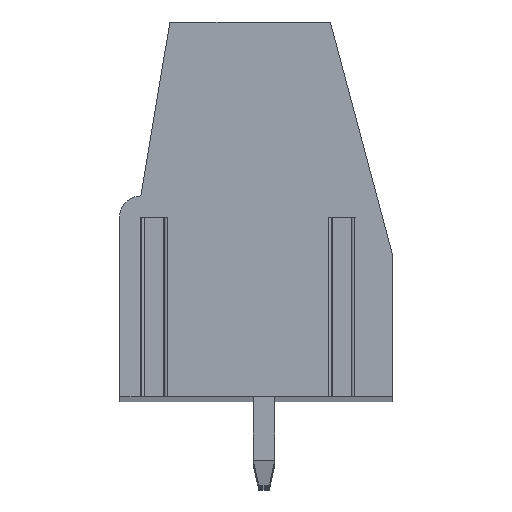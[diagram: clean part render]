
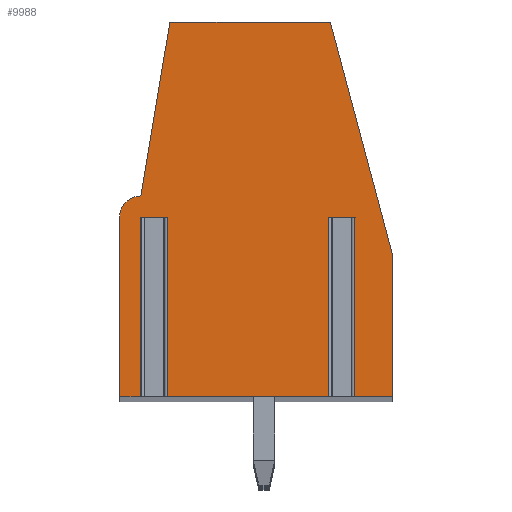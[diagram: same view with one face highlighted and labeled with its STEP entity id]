
A CAD part, top view. The second image highlights one B-rep face of the part: STEP entity #9988.
In plain terms, the highlighted planar face has unit normal (0, 0, 1).
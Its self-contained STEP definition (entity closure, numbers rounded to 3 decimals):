
#35=DIRECTION('',(1.,0.,0.));
#36=VECTOR('',#35,0.958);
#37=CARTESIAN_POINT('',(-3.979,1.095,108.75));
#38=LINE('',#37,#36);
#39=DIRECTION('',(0.,1.,0.));
#40=VECTOR('',#39,6.7);
#41=CARTESIAN_POINT('',(-3.979,-5.605,108.75));
#42=LINE('',#41,#40);
#43=DIRECTION('',(-1.,0.,0.));
#44=VECTOR('',#43,0.821);
#45=CARTESIAN_POINT('',(-3.979,-5.605,108.75));
#46=LINE('',#45,#44);
#47=DIRECTION('',(0.,1.,0.));
#48=VECTOR('',#47,6.7);
#49=CARTESIAN_POINT('',(-4.8,-5.605,108.75));
#50=LINE('',#49,#48);
#51=CARTESIAN_POINT('',(-4.,1.095,108.75));
#52=DIRECTION('',(0.,0.,-1.));
#53=DIRECTION('',(-1.,0.,0.));
#54=AXIS2_PLACEMENT_3D('',#51,#52,#53);
#56=DIRECTION('',(0.164,0.986,0.));
#57=VECTOR('',#56,6.589);
#58=CARTESIAN_POINT('',(-3.999,1.895,108.75));
#59=LINE('',#58,#57);
#60=DIRECTION('',(1.,0.,0.));
#61=VECTOR('',#60,6.);
#62=CARTESIAN_POINT('',(-2.92,8.395,108.75));
#63=LINE('',#62,#61);
#64=DIRECTION('',(0.258,-0.966,0.));
#65=VECTOR('',#64,9.004);
#66=CARTESIAN_POINT('',(3.08,8.395,108.75));
#67=LINE('',#66,#65);
#68=DIRECTION('',(0.,-1.,0.));
#69=VECTOR('',#68,5.3);
#70=CARTESIAN_POINT('',(5.4,-0.305,108.75));
#71=LINE('',#70,#69);
#72=DIRECTION('',(-1.,0.,0.));
#73=VECTOR('',#72,1.421);
#74=CARTESIAN_POINT('',(5.4,-5.605,108.75));
#75=LINE('',#74,#73);
#76=DIRECTION('',(0.,1.,0.));
#77=VECTOR('',#76,6.7);
#78=CARTESIAN_POINT('',(3.979,-5.605,108.75));
#79=LINE('',#78,#77);
#80=DIRECTION('',(1.,0.,0.));
#81=VECTOR('',#80,0.958);
#82=CARTESIAN_POINT('',(3.021,1.095,108.75));
#83=LINE('',#82,#81);
#84=DIRECTION('',(0.,1.,0.));
#85=VECTOR('',#84,6.7);
#86=CARTESIAN_POINT('',(3.021,-5.605,108.75));
#87=LINE('',#86,#85);
#88=DIRECTION('',(-1.,0.,0.));
#89=VECTOR('',#88,6.042);
#90=CARTESIAN_POINT('',(3.021,-5.605,108.75));
#91=LINE('',#90,#89);
#92=DIRECTION('',(0.,1.,0.));
#93=VECTOR('',#92,6.7);
#94=CARTESIAN_POINT('',(-3.021,-5.605,108.75));
#95=LINE('',#94,#93);
#7771=CARTESIAN_POINT('',(-3.999,1.895,108.75));
#7772=CARTESIAN_POINT('',(-2.92,8.395,108.75));
#7773=VERTEX_POINT('',#7771);
#7774=VERTEX_POINT('',#7772);
#7775=CARTESIAN_POINT('',(-4.8,1.095,108.75));
#7776=VERTEX_POINT('',#7775);
#7777=CARTESIAN_POINT('',(-4.8,-5.605,108.75));
#7778=VERTEX_POINT('',#7777);
#7779=CARTESIAN_POINT('',(5.4,-0.305,108.75));
#7780=CARTESIAN_POINT('',(5.4,-5.605,108.75));
#7781=VERTEX_POINT('',#7779);
#7782=VERTEX_POINT('',#7780);
#7783=CARTESIAN_POINT('',(3.08,8.395,108.75));
#7784=VERTEX_POINT('',#7783);
#7871=CARTESIAN_POINT('',(-3.979,1.095,108.75));
#7872=CARTESIAN_POINT('',(-3.021,1.095,108.75));
#7873=VERTEX_POINT('',#7871);
#7874=VERTEX_POINT('',#7872);
#7875=CARTESIAN_POINT('',(3.021,1.095,108.75));
#7876=CARTESIAN_POINT('',(3.979,1.095,108.75));
#7877=VERTEX_POINT('',#7875);
#7878=VERTEX_POINT('',#7876);
#7879=CARTESIAN_POINT('',(3.021,-5.605,108.75));
#7880=VERTEX_POINT('',#7879);
#7881=CARTESIAN_POINT('',(3.979,-5.605,108.75));
#7882=VERTEX_POINT('',#7881);
#7883=CARTESIAN_POINT('',(-3.979,-5.605,108.75));
#7884=VERTEX_POINT('',#7883);
#7885=CARTESIAN_POINT('',(-3.021,-5.605,108.75));
#7886=VERTEX_POINT('',#7885);
#9951=CARTESIAN_POINT('',(0.,0.,108.75));
#9952=DIRECTION('',(0.,0.,1.));
#9953=DIRECTION('',(1.,0.,0.));
#9954=AXIS2_PLACEMENT_3D('',#9951,#9952,#9953);
#9955=PLANE('',#9954);
#9957=ORIENTED_EDGE('',*,*,#9956,.F.);
#9959=ORIENTED_EDGE('',*,*,#9958,.F.);
#9961=ORIENTED_EDGE('',*,*,#9960,.T.);
#9963=ORIENTED_EDGE('',*,*,#9962,.T.);
#9965=ORIENTED_EDGE('',*,*,#9964,.T.);
#9967=ORIENTED_EDGE('',*,*,#9966,.T.);
#9969=ORIENTED_EDGE('',*,*,#9968,.T.);
#9971=ORIENTED_EDGE('',*,*,#9970,.T.);
#9973=ORIENTED_EDGE('',*,*,#9972,.T.);
#9975=ORIENTED_EDGE('',*,*,#9974,.T.);
#9977=ORIENTED_EDGE('',*,*,#9976,.T.);
#9979=ORIENTED_EDGE('',*,*,#9978,.F.);
#9981=ORIENTED_EDGE('',*,*,#9980,.F.);
#9983=ORIENTED_EDGE('',*,*,#9982,.T.);
#9985=ORIENTED_EDGE('',*,*,#9984,.T.);
#9986=EDGE_LOOP('',(#9957,#9959,#9961,#9963,#9965,#9967,#9969,#9971,#9973,#9975,
#9977,#9979,#9981,#9983,#9985));
#9987=FACE_OUTER_BOUND('',#9986,.F.);
#55=CIRCLE('',#54,0.8);
#9956=EDGE_CURVE('',#7873,#7874,#38,.T.);
#9958=EDGE_CURVE('',#7884,#7873,#42,.T.);
#9960=EDGE_CURVE('',#7884,#7778,#46,.T.);
#9962=EDGE_CURVE('',#7778,#7776,#50,.T.);
#9964=EDGE_CURVE('',#7776,#7773,#55,.T.);
#9966=EDGE_CURVE('',#7773,#7774,#59,.T.);
#9968=EDGE_CURVE('',#7774,#7784,#63,.T.);
#9970=EDGE_CURVE('',#7784,#7781,#67,.T.);
#9972=EDGE_CURVE('',#7781,#7782,#71,.T.);
#9974=EDGE_CURVE('',#7782,#7882,#75,.T.);
#9976=EDGE_CURVE('',#7882,#7878,#79,.T.);
#9978=EDGE_CURVE('',#7877,#7878,#83,.T.);
#9980=EDGE_CURVE('',#7880,#7877,#87,.T.);
#9982=EDGE_CURVE('',#7880,#7886,#91,.T.);
#9984=EDGE_CURVE('',#7886,#7874,#95,.T.);
#9988=ADVANCED_FACE('',(#9987),#9955,.T.);
